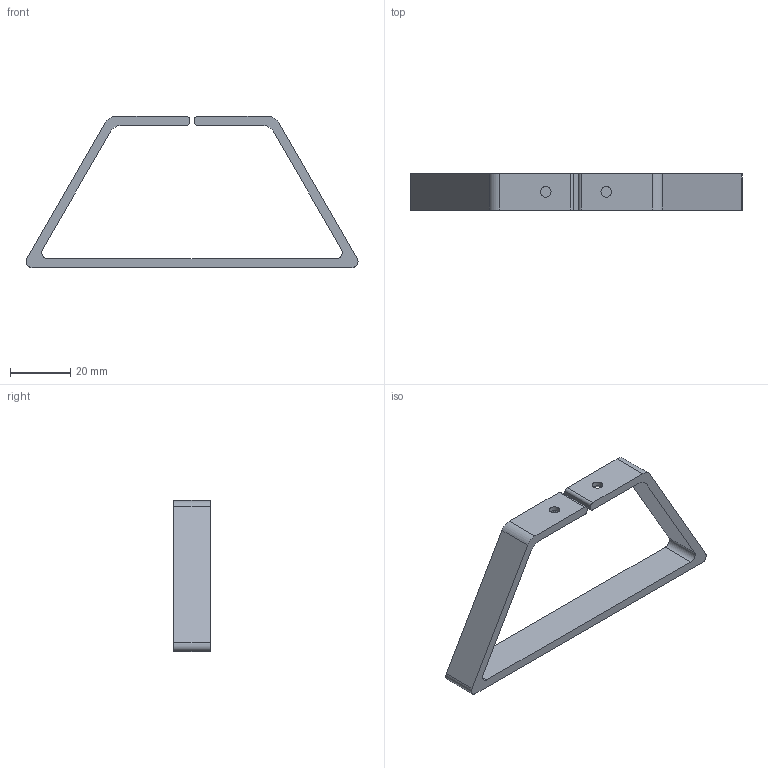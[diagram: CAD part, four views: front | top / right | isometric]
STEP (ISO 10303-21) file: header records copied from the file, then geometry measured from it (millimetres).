
FILE_DESCRIPTION(/* description */ (''),/* implementation_level */ '2;1');
FILE_NAME(/* name */ 'foot.step',/* time_stamp */ '2020-10-14T08:13:16+02:00',/* author */ (''),/* organization */ (''),/* preprocessor_version */ 'ST-DEVELOPER v18.1',/* originating_system */ 'Autodesk Translation Framework v9.3.0.1241',/* authorisation */ '');
FILE_SCHEMA (('AUTOMOTIVE_DESIGN { 1 0 10303 214 3 1 1 }'));
Length unit declared in the file: millimetre
Products named in the file (1): Fuß
Bounding box: 109.81 x 12 x 50 mm (x, y, z)
Volume: 9535.5 mm3; surface area: 7941 mm2
Topology: 1 solids, 1 shells, 31 faces, 85 edges, 56 vertices
Faces by surface type: plane 15, cylinder 14, cone 2
Full cylindrical faces by diameter (mm): 3.5 x2
Entity records: 1041 total; most frequent: DIRECTION 179, CARTESIAN_POINT 173, ORIENTED_EDGE 170, EDGE_CURVE 85, AXIS2_PLACEMENT_3D 62, VERTEX_POINT 56, LINE 55, VECTOR 55
